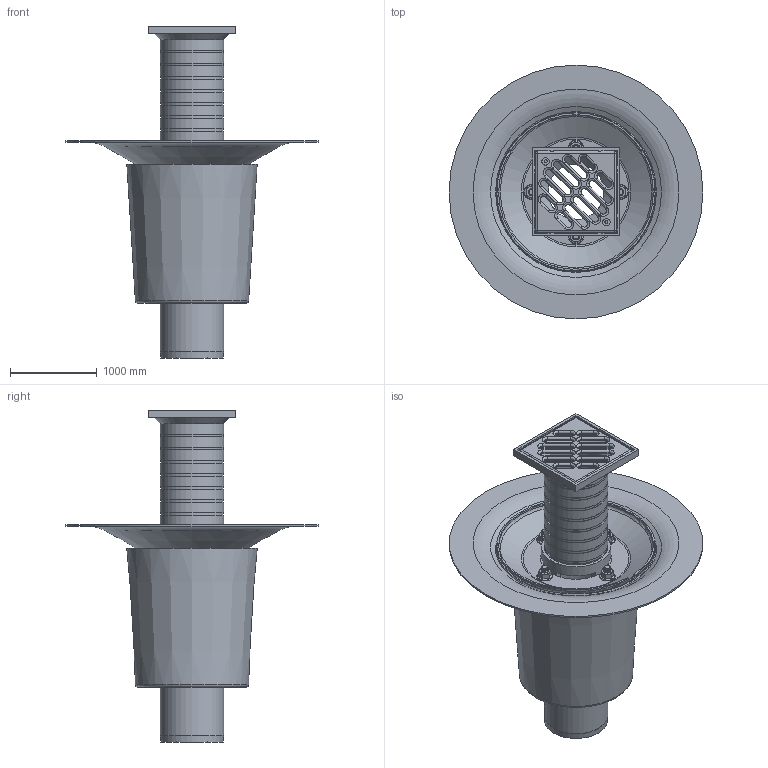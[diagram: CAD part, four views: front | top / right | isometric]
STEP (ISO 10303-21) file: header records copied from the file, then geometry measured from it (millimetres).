
FILE_DESCRIPTION(/* description */ (''),/* implementation_level */ '2;1');
FILE_NAME(/* name */ '19210.070X_3D.stp',/* time_stamp */ '2025-11-11T10:22:30+01:00',/* author */ ('d.brandes'),/* organization */ (''),/* preprocessor_version */ 'ST-DEVELOPER v20.1',/* originating_system */ 'AutoCAD Mechanical',/* authorisation */ '');
FILE_SCHEMA (('AUTOMOTIVE_DESIGN { 1 0 10303 214 3 1 1 }'));
Length unit declared in the file: centimetre
Products named in the file (2): Product; *S0
Assembly tree (1 placements, depth 2):
  Product
    *S0
Bounding box: 2920 x 2920 x 3820 mm (x, y, z)
Volume: 1658095892.1 mm3; surface area: 57594398.7 mm2
Topology: 16 solids, 16 shells, 623 faces, 1412 edges, 861 vertices
Faces by surface type: cylinder 205, plane 201, cone 130, torus 73, sphere 8, bspline 6
Full cylindrical faces by diameter (mm): 35 x2, 66.47 x4, 80 x4, 85 x2, 110 x4, 706 x1, 720 x8, 729.925 x1, 730 x10, 734 x1, 756 x1, 764 x1, 788 x1, 800 x1, 814 x1, 820 x1, 838 x1, 850 x1, 950 x1, 1070 x1, 2920 x1
Entity records: 18493 total; most frequent: CARTESIAN_POINT 4101, DIRECTION 3182, ORIENTED_EDGE 2820, EDGE_CURVE 1410, AXIS2_PLACEMENT_3D 1278, VERTEX_POINT 857, EDGE_LOOP 715, CIRCLE 658
